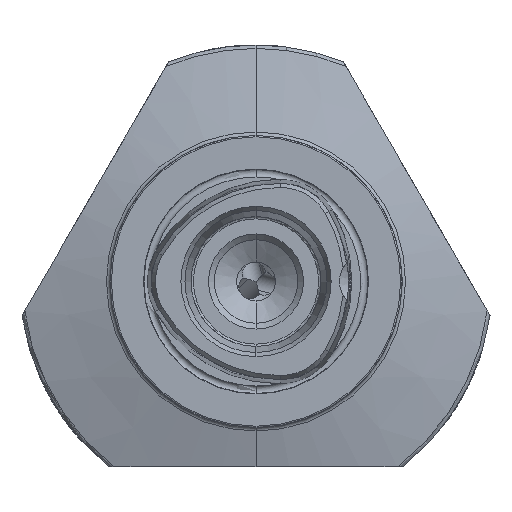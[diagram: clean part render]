
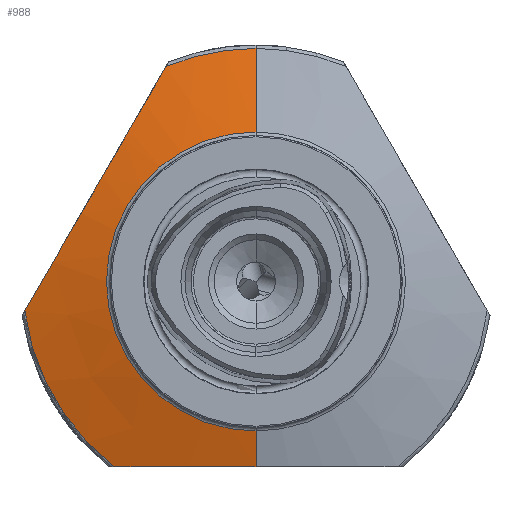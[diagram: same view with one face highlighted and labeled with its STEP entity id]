
A CAD part, left-side view. The second image highlights one B-rep face of the part: STEP entity #988.
In plain terms, the highlighted conical face has half-angle 75 degrees and reference radius 50.259 mm.
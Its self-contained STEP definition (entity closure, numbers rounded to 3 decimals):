
#16 = CARTESIAN_POINT ( 'NONE',  ( 24.277, 33.401, 22.148 ) ) ;
#129 = CIRCLE ( 'NONE', #7397, 50.259 ) ;
#325 = VERTEX_POINT ( 'NONE', #4486 ) ;
#473 = CARTESIAN_POINT ( 'NONE',  ( 24.278, 0., -40. ) ) ;
#562 = EDGE_CURVE ( 'NONE', #2813, #5427, #129, .T. ) ;
#665 = CARTESIAN_POINT ( 'NONE',  ( 24.278, 0., -40. ) ) ;
#700 = LINE ( 'NONE', #9022, #4747 ) ;
#703 = CARTESIAN_POINT ( 'NONE',  ( 26.618, 27.909, -40. ) ) ;
#754 = DIRECTION ( 'NONE',  ( 0., 0., -1. ) ) ;
#793 = CARTESIAN_POINT ( 'NONE',  ( 24.594, 29.591, 28.747 ) ) ;
#988 = ADVANCED_FACE ( 'NONE', ( #7021 ), #4801, .T. ) ;
#993 = CARTESIAN_POINT ( 'NONE',  ( 27.026, 0., 0. ) ) ;
#1261 = DIRECTION ( 'NONE',  ( 0., 0., 1. ) ) ;
#1296 = DIRECTION ( 'NONE',  ( -1., 0., 0. ) ) ;
#1315 = CIRCLE ( 'NONE', #2625, 50.259 ) ;
#1388 = ORIENTED_EDGE ( 'NONE', *, *, #5417, .T. ) ;
#1496 = VERTEX_POINT ( 'NONE', #1984 ) ;
#1521 = CARTESIAN_POINT ( 'NONE',  ( 26.207, 47.329, -1.977 ) ) ;
#1553 = CARTESIAN_POINT ( 'NONE',  ( 25.266, 25.777, 35.353 ) ) ;
#1595 = B_SPLINE_CURVE_WITH_KNOTS ( 'NONE', 3,
 ( #6831, #1521, #3063, #8315, #3825, #9053, #4591, #16, #5355, #793, #6121, #1553, #6858, #2333, #7593, #3099 ),
 .UNSPECIFIED., .F., .F.,
 ( 4, 2, 2, 2, 2, 2, 2, 4 ),
 ( 0., 0.015, 0.023, 0.03, 0.038, 0.046, 0.053, 0.061 ),
 .UNSPECIFIED. ) ;
#1984 = CARTESIAN_POINT ( 'NONE',  ( 27.026, 0., 50.259 ) ) ;
#2333 = CARTESIAN_POINT ( 'NONE',  ( 26.236, 21.961, 41.963 ) ) ;
#2491 = LINE ( 'NONE', #8824, #6063 ) ;
#2625 = AXIS2_PLACEMENT_3D ( 'NONE', #8905, #4451, #9660 ) ;
#2813 = VERTEX_POINT ( 'NONE', #5894 ) ;
#2967 = EDGE_CURVE ( 'NONE', #325, #9451, #700, .T. ) ;
#2971 = CARTESIAN_POINT ( 'NONE',  ( 24.597, 10.143, -40. ) ) ;
#2989 = EDGE_CURVE ( 'NONE', #2813, #6541, #1595, .T. ) ;
#3063 = CARTESIAN_POINT ( 'NONE',  ( 25.514, 44.801, 2.402 ) ) ;
#3099 = CARTESIAN_POINT ( 'NONE',  ( 27.026, 19.426, 46.353 ) ) ;
#3623 = CARTESIAN_POINT ( 'NONE',  ( 27.026, 30.429, -40. ) ) ;
#3696 = CARTESIAN_POINT ( 'NONE',  ( 24.278, 2.533, -40. ) ) ;
#3735 = CARTESIAN_POINT ( 'NONE',  ( 25.148, 16.492, -40. ) ) ;
#3825 = CARTESIAN_POINT ( 'NONE',  ( 24.6, 39.739, 11.17 ) ) ;
#4451 = DIRECTION ( 'NONE',  ( -1., 0., 0. ) ) ;
#4486 = CARTESIAN_POINT ( 'NONE',  ( 22.199, 0., -32.241 ) ) ;
#4502 = CARTESIAN_POINT ( 'NONE',  ( 25.575, 20.304, -40. ) ) ;
#4590 = ORIENTED_EDGE ( 'NONE', *, *, #2989, .F. ) ;
#4591 = CARTESIAN_POINT ( 'NONE',  ( 24.279, 35.938, 17.754 ) ) ;
#4747 = VECTOR ( 'NONE', #7534, 1000. ) ;
#4801 = CONICAL_SURFACE ( 'NONE', #8204, 50.259, 1.309 ) ;
#5245 = CIRCLE ( 'NONE', #6574, 32.241 ) ;
#5263 = CARTESIAN_POINT ( 'NONE',  ( 26.239, 25.382, -40. ) ) ;
#5313 = DIRECTION ( 'NONE',  ( 1., 0., 0. ) ) ;
#5355 = CARTESIAN_POINT ( 'NONE',  ( 24.341, 32.131, 24.347 ) ) ;
#5417 = EDGE_CURVE ( 'NONE', #6398, #1496, #2491, .T. ) ;
#5427 = VERTEX_POINT ( 'NONE', #3623 ) ;
#5495 = ORIENTED_EDGE ( 'NONE', *, *, #8617, .T. ) ;
#5894 = CARTESIAN_POINT ( 'NONE',  ( 27.026, 49.856, -6.353 ) ) ;
#5955 = ORIENTED_EDGE ( 'NONE', *, *, #6882, .F. ) ;
#6027 = CARTESIAN_POINT ( 'NONE',  ( 27.026, 30.429, -40. ) ) ;
#6063 = VECTOR ( 'NONE', #7373, 1000. ) ;
#6117 = B_SPLINE_CURVE_WITH_KNOTS ( 'NONE', 3,
 ( #665, #3696, #7476, #2971, #8216, #3735, #8961, #4502, #9705, #5263, #703, #6027 ),
 .UNSPECIFIED., .F., .F.,
 ( 4, 2, 2, 2, 2, 4 ),
 ( 0.083, 0.09, 0.098, 0.102, 0.106, 0.113 ),
 .UNSPECIFIED. ) ;
#6121 = CARTESIAN_POINT ( 'NONE',  ( 24.782, 28.32, 30.948 ) ) ;
#6398 = VERTEX_POINT ( 'NONE', #6786 ) ;
#6541 = VERTEX_POINT ( 'NONE', #7670 ) ;
#6574 = AXIS2_PLACEMENT_3D ( 'NONE', #9752, #5313, #754 ) ;
#6786 = CARTESIAN_POINT ( 'NONE',  ( 22.199, 0., 32.241 ) ) ;
#6831 = CARTESIAN_POINT ( 'NONE',  ( 27.026, 49.856, -6.353 ) ) ;
#6858 = CARTESIAN_POINT ( 'NONE',  ( 25.561, 24.503, 37.559 ) ) ;
#6882 = EDGE_CURVE ( 'NONE', #9451, #5427, #6117, .T. ) ;
#7021 = FACE_OUTER_BOUND ( 'NONE', #8071, .T. ) ;
#7139 = ORIENTED_EDGE ( 'NONE', *, *, #8283, .T. ) ;
#7373 = DIRECTION ( 'NONE',  ( 0.259, 0., 0.966 ) ) ;
#7397 = AXIS2_PLACEMENT_3D ( 'NONE', #993, #1296, #1261 ) ;
#7476 = CARTESIAN_POINT ( 'NONE',  ( 24.343, 5.069, -40. ) ) ;
#7534 = DIRECTION ( 'NONE',  ( 0.259, 0., -0.966 ) ) ;
#7593 = CARTESIAN_POINT ( 'NONE',  ( 26.616, 20.692, 44.16 ) ) ;
#7638 = ORIENTED_EDGE ( 'NONE', *, *, #562, .T. ) ;
#7670 = CARTESIAN_POINT ( 'NONE',  ( 27.026, 19.426, 46.353 ) ) ;
#8071 = EDGE_LOOP ( 'NONE', ( #7139, #1388, #5495, #4590, #7638, #5955, #8653 ) ) ;
#8204 = AXIS2_PLACEMENT_3D ( 'NONE', #8968, #8840, #8932 ) ;
#8216 = CARTESIAN_POINT ( 'NONE',  ( 24.785, 12.681, -40. ) ) ;
#8283 = EDGE_CURVE ( 'NONE', #325, #6398, #5245, .T. ) ;
#8315 = CARTESIAN_POINT ( 'NONE',  ( 24.789, 41.005, 8.977 ) ) ;
#8617 = EDGE_CURVE ( 'NONE', #1496, #6541, #1315, .T. ) ;
#8653 = ORIENTED_EDGE ( 'NONE', *, *, #2967, .F. ) ;
#8824 = CARTESIAN_POINT ( 'NONE',  ( 27.026, 0., 50.259 ) ) ;
#8840 = DIRECTION ( 'NONE',  ( 1., 0., 0. ) ) ;
#8905 = CARTESIAN_POINT ( 'NONE',  ( 27.026, 0., 0. ) ) ;
#8932 = DIRECTION ( 'NONE',  ( 0., 0., -1. ) ) ;
#8961 = CARTESIAN_POINT ( 'NONE',  ( 25.283, 17.762, -40. ) ) ;
#8968 = CARTESIAN_POINT ( 'NONE',  ( 27.026, 0., 0. ) ) ;
#9022 = CARTESIAN_POINT ( 'NONE',  ( 27.026, 0., -50.259 ) ) ;
#9053 = CARTESIAN_POINT ( 'NONE',  ( 24.345, 37.205, 15.558 ) ) ;
#9451 = VERTEX_POINT ( 'NONE', #473 ) ;
#9660 = DIRECTION ( 'NONE',  ( 0., 0., 1. ) ) ;
#9705 = CARTESIAN_POINT ( 'NONE',  ( 25.734, 21.576, -40. ) ) ;
#9752 = CARTESIAN_POINT ( 'NONE',  ( 22.199, 0., 0. ) ) ;
